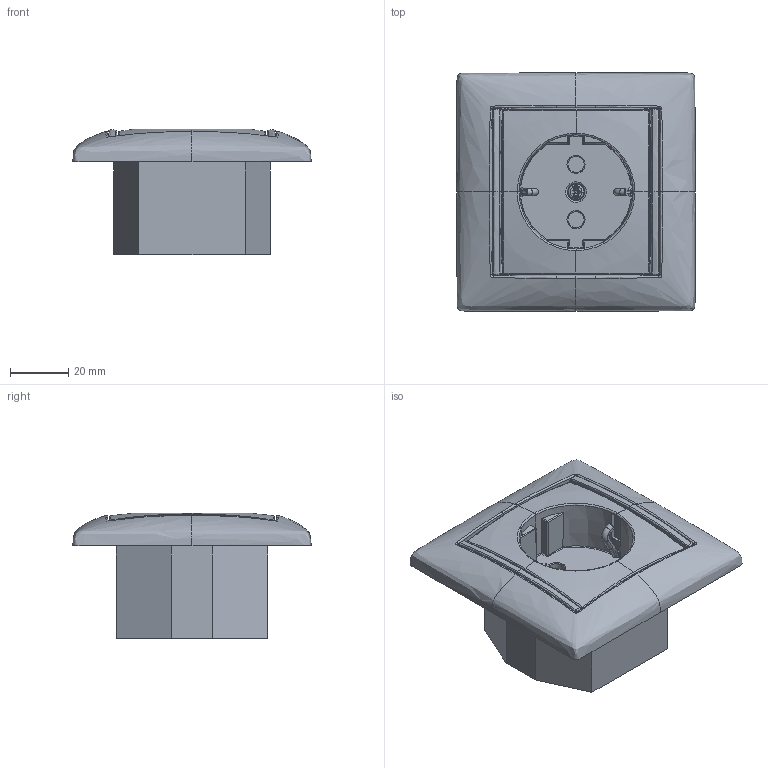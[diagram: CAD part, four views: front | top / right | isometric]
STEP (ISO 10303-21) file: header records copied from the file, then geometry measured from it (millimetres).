
FILE_DESCRIPTION (( 'STEP AP214' ), '1' );
FILE_NAME ('774420.STEP', '2025-09-02T10:37:43', ( '' ), ( '' ), 'SwSTEP 2.0', 'SolidWorks 2022', '' );
FILE_SCHEMA (( 'AUTOMOTIVE_DESIGN' ));
Length unit declared in the file: millimetre
Products named in the file (1): 774420
Bounding box: 82 x 82 x 43.2 mm (x, y, z)
Surface area: 33978.2 mm2 (no closed solid volume)
Topology: 0 solids, 13 shells, 1086 faces, 2792 edges, 1703 vertices
Faces by surface type: bspline 449, plane 280, cylinder 197, torus 69, cone 57, sphere 34
Entity records: 84698 total; most frequent: CARTESIAN_POINT 65590, ORIENTED_EDGE 5478, EDGE_CURVE 2741, B_SPLINE_CURVE_WITH_KNOTS 2700, VERTEX_POINT 1679, DIRECTION 1308, EDGE_LOOP 1090, FACE_OUTER_BOUND 1076
